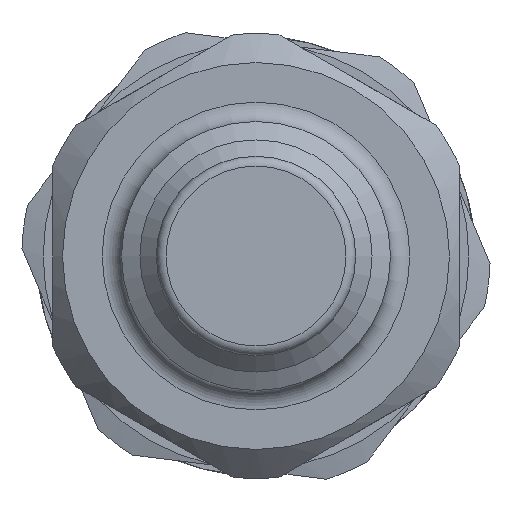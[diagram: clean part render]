
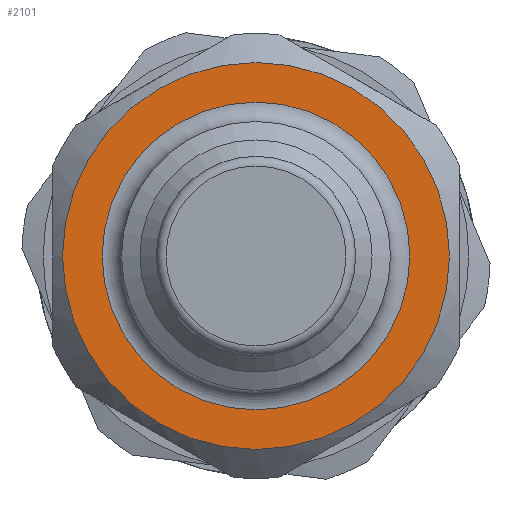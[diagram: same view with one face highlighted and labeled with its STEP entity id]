
A CAD part, left-side view. The second image highlights one B-rep face of the part: STEP entity #2101.
In plain terms, the highlighted planar face has unit normal (-1, 0, 0).
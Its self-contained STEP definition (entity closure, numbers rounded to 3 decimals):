
#2070=CARTESIAN_POINT('',(23.5,10.0,0.0));
#2071=VERTEX_POINT('',#2070);
#2072=CARTESIAN_POINT('',(23.5,0.0,0.0));
#2073=DIRECTION('',(1.0,0.0,0.0));
#2074=DIRECTION('',(0.0,1.0,0.0));
#2075=AXIS2_PLACEMENT_3D('',#2072,#2073,#2074);
#2076=CIRCLE('',#2075,10.0);
#2077=EDGE_CURVE('',#2071,#2071,#2076,.T.);
#2082=CARTESIAN_POINT('',(23.5,8.975,0.0));
#2083=DIRECTION('',(-1.0,0.0,0.0));
#2084=DIRECTION('',(0.0,0.0,1.0));
#2085=AXIS2_PLACEMENT_3D('',#2082,#2083,#2084);
#2086=PLANE('',#2085);
#2087=ORIENTED_EDGE('',*,*,#2077,.F.);
#2088=EDGE_LOOP('',(#2087));
#2089=FACE_OUTER_BOUND('',#2088,.T.);
#2090=CARTESIAN_POINT('',(23.5,7.95,0.0));
#2091=VERTEX_POINT('',#2090);
#2092=CARTESIAN_POINT('',(23.5,0.0,0.0));
#2093=DIRECTION('',(1.0,0.0,0.0));
#2094=DIRECTION('',(0.0,1.0,0.0));
#2095=AXIS2_PLACEMENT_3D('',#2092,#2093,#2094);
#2096=CIRCLE('',#2095,7.95);
#2097=EDGE_CURVE('',#2091,#2091,#2096,.T.);
#2098=ORIENTED_EDGE('',*,*,#2097,.T.);
#2099=EDGE_LOOP('',(#2098));
#2100=FACE_BOUND('',#2099,.T.);
#2101=ADVANCED_FACE('',(#2089,#2100),#2086,.T.);
